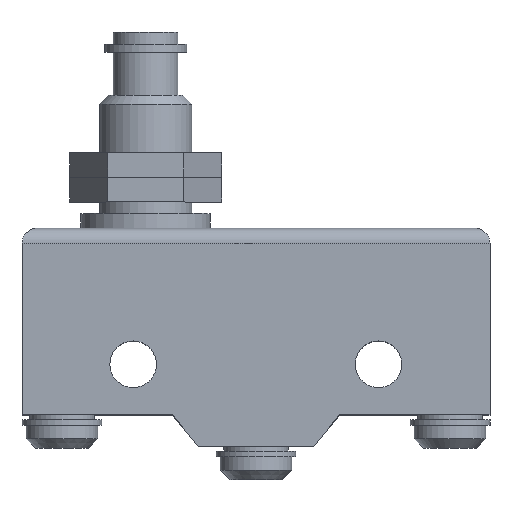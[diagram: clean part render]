
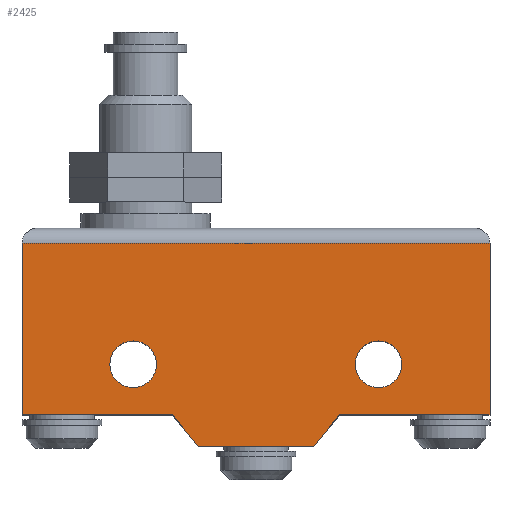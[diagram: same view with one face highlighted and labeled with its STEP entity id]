
A CAD part, top view. The second image highlights one B-rep face of the part: STEP entity #2425.
In plain terms, the highlighted planar face has unit normal (0, 0, 1).
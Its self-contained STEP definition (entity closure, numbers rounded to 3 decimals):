
#2082=CARTESIAN_POINT('',(11.686,7.766,17.5));
#2083=VERTEX_POINT('',#2082);
#2092=CARTESIAN_POINT('',(11.686,2.865,17.5));
#2093=VERTEX_POINT('',#2092);
#2094=CARTESIAN_POINT('',(11.686,5.316,17.5));
#2095=DIRECTION('',(0.0,0.0,1.0));
#2096=DIRECTION('',(0.0,1.0,0.0));
#2097=AXIS2_PLACEMENT_3D('',#2094,#2095,#2096);
#2098=CIRCLE('',#2097,2.45);
#2099=EDGE_CURVE('',#2083,#2093,#2098,.T.);
#2124=CARTESIAN_POINT('',(37.482,2.862,17.5));
#2125=VERTEX_POINT('',#2124);
#2134=CARTESIAN_POINT('',(37.482,7.77,17.5));
#2135=VERTEX_POINT('',#2134);
#2136=CARTESIAN_POINT('',(37.482,5.316,17.5));
#2137=DIRECTION('',(0.0,0.0,1.0));
#2138=DIRECTION('',(0.0,-1.0,0.0));
#2139=AXIS2_PLACEMENT_3D('',#2136,#2137,#2138);
#2140=CIRCLE('',#2139,2.454);
#2141=EDGE_CURVE('',#2125,#2135,#2140,.T.);
#2240=CARTESIAN_POINT('',(0.0,18.029,17.5));
#2241=VERTEX_POINT('',#2240);
#2266=CARTESIAN_POINT('',(49.2,18.029,17.5));
#2267=VERTEX_POINT('',#2266);
#2290=CARTESIAN_POINT('',(49.2,0.,17.5));
#2291=VERTEX_POINT('',#2290);
#2292=CARTESIAN_POINT('',(49.2,18.029,17.5));
#2293=DIRECTION('',(0.0,-1.0,0.0));
#2294=VECTOR('',#2293,18.029);
#2295=LINE('',#2292,#2294);
#2296=EDGE_CURVE('',#2267,#2291,#2295,.T.);
#2323=CARTESIAN_POINT('',(0.0,18.029,17.5));
#2324=DIRECTION('',(1.0,0.0,0.0));
#2325=VECTOR('',#2324,49.2);
#2326=LINE('',#2323,#2325);
#2327=EDGE_CURVE('',#2241,#2267,#2326,.T.);
#2332=CARTESIAN_POINT('',(24.6,9.211,17.5));
#2333=DIRECTION('',(0.0,0.0,1.0));
#2334=DIRECTION('',(1.0,0.0,0.0));
#2335=AXIS2_PLACEMENT_3D('',#2332,#2333,#2334);
#2336=PLANE('',#2335);
#2337=ORIENTED_EDGE('',*,*,#2327,.F.);
#2338=CARTESIAN_POINT('',(0.0,0.0,17.5));
#2339=VERTEX_POINT('',#2338);
#2340=CARTESIAN_POINT('',(0.0,0.0,17.5));
#2341=DIRECTION('',(0.0,1.0,0.0));
#2342=VECTOR('',#2341,18.029);
#2343=LINE('',#2340,#2342);
#2344=EDGE_CURVE('',#2339,#2241,#2343,.T.);
#2345=ORIENTED_EDGE('',*,*,#2344,.F.);
#2346=CARTESIAN_POINT('',(15.817,0.,17.5));
#2347=VERTEX_POINT('',#2346);
#2348=CARTESIAN_POINT('',(15.817,0.,17.5));
#2349=DIRECTION('',(-1.0,0.0,0.0));
#2350=VECTOR('',#2349,15.817);
#2351=LINE('',#2348,#2350);
#2352=EDGE_CURVE('',#2347,#2339,#2351,.T.);
#2353=ORIENTED_EDGE('',*,*,#2352,.F.);
#2354=CARTESIAN_POINT('',(18.528,-3.303,17.5));
#2355=VERTEX_POINT('',#2354);
#2356=CARTESIAN_POINT('',(18.528,-3.303,17.5));
#2357=DIRECTION('',(-0.634,0.773,0.0));
#2358=VECTOR('',#2357,4.273);
#2359=LINE('',#2356,#2358);
#2360=EDGE_CURVE('',#2355,#2347,#2359,.T.);
#2361=ORIENTED_EDGE('',*,*,#2360,.F.);
#2362=CARTESIAN_POINT('',(30.672,-3.303,17.5));
#2363=VERTEX_POINT('',#2362);
#2364=CARTESIAN_POINT('',(30.672,-3.303,17.5));
#2365=DIRECTION('',(-1.0,0.0,0.0));
#2366=VECTOR('',#2365,12.143);
#2367=LINE('',#2364,#2366);
#2368=EDGE_CURVE('',#2363,#2355,#2367,.T.);
#2369=ORIENTED_EDGE('',*,*,#2368,.F.);
#2370=CARTESIAN_POINT('',(33.384,0.,17.5));
#2371=VERTEX_POINT('',#2370);
#2372=CARTESIAN_POINT('',(33.384,0.,17.5));
#2373=DIRECTION('',(-0.635,-0.773,0.0));
#2374=VECTOR('',#2373,4.274);
#2375=LINE('',#2372,#2374);
#2376=EDGE_CURVE('',#2371,#2363,#2375,.T.);
#2377=ORIENTED_EDGE('',*,*,#2376,.F.);
#2378=CARTESIAN_POINT('',(49.2,0.,17.5));
#2379=DIRECTION('',(-1.0,0.0,0.0));
#2380=VECTOR('',#2379,15.816);
#2381=LINE('',#2378,#2380);
#2382=EDGE_CURVE('',#2291,#2371,#2381,.T.);
#2383=ORIENTED_EDGE('',*,*,#2382,.F.);
#2384=ORIENTED_EDGE('',*,*,#2296,.F.);
#2385=EDGE_LOOP('',(#2337,#2345,#2353,#2361,#2369,#2377,#2383,#2384));
#2386=FACE_OUTER_BOUND('',#2385,.T.);
#2387=CARTESIAN_POINT('',(14.137,5.316,17.5));
#2388=VERTEX_POINT('',#2387);
#2389=CARTESIAN_POINT('',(11.686,5.316,17.5));
#2390=DIRECTION('',(0.0,0.0,1.0));
#2391=DIRECTION('',(0.0,1.0,0.0));
#2392=AXIS2_PLACEMENT_3D('',#2389,#2390,#2391);
#2393=CIRCLE('',#2392,2.45);
#2394=EDGE_CURVE('',#2388,#2083,#2393,.T.);
#2395=ORIENTED_EDGE('',*,*,#2394,.F.);
#2396=CARTESIAN_POINT('',(11.686,5.316,17.5));
#2397=DIRECTION('',(0.0,0.0,1.0));
#2398=DIRECTION('',(0.0,1.0,0.0));
#2399=AXIS2_PLACEMENT_3D('',#2396,#2397,#2398);
#2400=CIRCLE('',#2399,2.45);
#2401=EDGE_CURVE('',#2093,#2388,#2400,.T.);
#2402=ORIENTED_EDGE('',*,*,#2401,.F.);
#2403=ORIENTED_EDGE('',*,*,#2099,.F.);
#2404=EDGE_LOOP('',(#2395,#2402,#2403));
#2405=FACE_BOUND('',#2404,.T.);
#2406=CARTESIAN_POINT('',(35.028,5.316,17.5));
#2407=VERTEX_POINT('',#2406);
#2408=CARTESIAN_POINT('',(37.482,5.316,17.5));
#2409=DIRECTION('',(0.0,0.0,1.0));
#2410=DIRECTION('',(0.0,-1.0,0.0));
#2411=AXIS2_PLACEMENT_3D('',#2408,#2409,#2410);
#2412=CIRCLE('',#2411,2.454);
#2413=EDGE_CURVE('',#2407,#2125,#2412,.T.);
#2414=ORIENTED_EDGE('',*,*,#2413,.F.);
#2415=CARTESIAN_POINT('',(37.482,5.316,17.5));
#2416=DIRECTION('',(0.0,0.0,1.0));
#2417=DIRECTION('',(0.0,-1.0,0.0));
#2418=AXIS2_PLACEMENT_3D('',#2415,#2416,#2417);
#2419=CIRCLE('',#2418,2.454);
#2420=EDGE_CURVE('',#2135,#2407,#2419,.T.);
#2421=ORIENTED_EDGE('',*,*,#2420,.F.);
#2422=ORIENTED_EDGE('',*,*,#2141,.F.);
#2423=EDGE_LOOP('',(#2414,#2421,#2422));
#2424=FACE_BOUND('',#2423,.T.);
#2425=ADVANCED_FACE('',(#2386,#2405,#2424),#2336,.T.);
